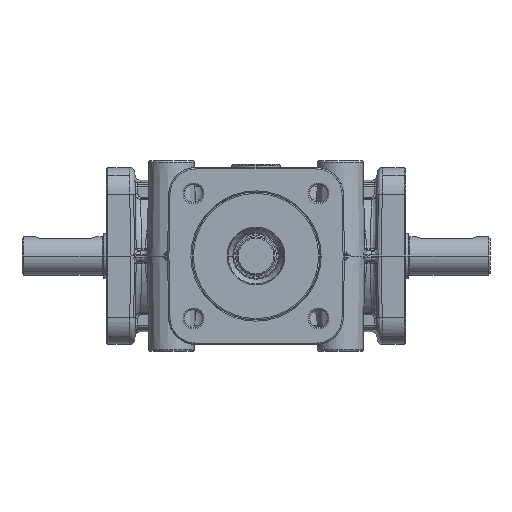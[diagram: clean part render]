
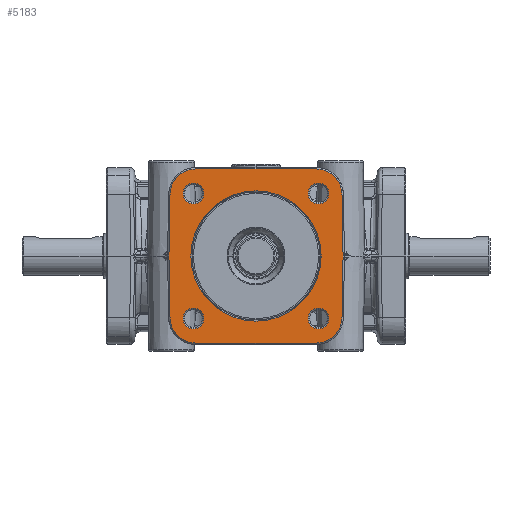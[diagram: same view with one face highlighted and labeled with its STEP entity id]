
A CAD part, front view. The second image highlights one B-rep face of the part: STEP entity #5183.
In plain terms, the highlighted planar face has unit normal (0, -1, 0).
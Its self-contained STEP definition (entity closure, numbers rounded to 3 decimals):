
#5183=ADVANCED_FACE('',(#13166,#13167,#13168,#13169,#13170,#13171),#13172,.T.);
#13166=FACE_OUTER_BOUND('',#25152,.T.);
#13167=FACE_BOUND('',#25153,.T.);
#13168=FACE_BOUND('',#25154,.T.);
#13169=FACE_BOUND('',#25155,.T.);
#13170=FACE_BOUND('',#25156,.T.);
#13171=FACE_BOUND('',#25157,.T.);
#13172=PLANE('',#25158);
#25152=EDGE_LOOP('',(#111066,#111067,#111068,#111069,#111070,#111071,#111072,#111073,#111074,#111075,#111076,#111077,#111078,#111079));
#25153=EDGE_LOOP('',(#111080,#111081));
#25154=EDGE_LOOP('',(#111082,#111083));
#25155=EDGE_LOOP('',(#111084,#111085));
#25156=EDGE_LOOP('',(#111086,#111087));
#25157=EDGE_LOOP('',(#111088,#111089));
#25158=AXIS2_PLACEMENT_3D('',#111090,#111091,#111092);
#111066=ORIENTED_EDGE('',*,*,#136547,.F.);
#111067=ORIENTED_EDGE('',*,*,#136548,.F.);
#111068=ORIENTED_EDGE('',*,*,#134528,.F.);
#111069=ORIENTED_EDGE('',*,*,#136549,.F.);
#111070=ORIENTED_EDGE('',*,*,#136550,.F.);
#111071=ORIENTED_EDGE('',*,*,#136551,.F.);
#111072=ORIENTED_EDGE('',*,*,#134520,.F.);
#111073=ORIENTED_EDGE('',*,*,#136552,.F.);
#111074=ORIENTED_EDGE('',*,*,#136553,.F.);
#111075=ORIENTED_EDGE('',*,*,#134524,.F.);
#111076=ORIENTED_EDGE('',*,*,#136554,.F.);
#111077=ORIENTED_EDGE('',*,*,#136555,.F.);
#111078=ORIENTED_EDGE('',*,*,#136556,.F.);
#111079=ORIENTED_EDGE('',*,*,#134532,.F.);
#111080=ORIENTED_EDGE('',*,*,#136557,.F.);
#111081=ORIENTED_EDGE('',*,*,#134561,.F.);
#111082=ORIENTED_EDGE('',*,*,#136558,.F.);
#111083=ORIENTED_EDGE('',*,*,#134541,.F.);
#111084=ORIENTED_EDGE('',*,*,#136559,.F.);
#111085=ORIENTED_EDGE('',*,*,#134506,.F.);
#111086=ORIENTED_EDGE('',*,*,#136560,.F.);
#111087=ORIENTED_EDGE('',*,*,#134552,.F.);
#111088=ORIENTED_EDGE('',*,*,#136543,.F.);
#111089=ORIENTED_EDGE('',*,*,#136487,.F.);
#111090=CARTESIAN_POINT('',(-13.925,-90.0,0.0));
#111091=DIRECTION('',(0.0,-1.0,0.0));
#111092=DIRECTION('',(0.0,0.0,-1.0));
#134506=EDGE_CURVE('',#148567,#148569,#148570,.T.);
#134520=EDGE_CURVE('',#148591,#148593,#148594,.T.);
#134524=EDGE_CURVE('',#148597,#148599,#148600,.T.);
#134528=EDGE_CURVE('',#148603,#148605,#148606,.T.);
#134532=EDGE_CURVE('',#148609,#148611,#148612,.T.);
#134541=EDGE_CURVE('',#148624,#148626,#148627,.T.);
#134552=EDGE_CURVE('',#148643,#148645,#148646,.T.);
#134561=EDGE_CURVE('',#148658,#148660,#148661,.T.);
#136487=EDGE_CURVE('',#152007,#152009,#152010,.T.);
#136543=EDGE_CURVE('',#152009,#152007,#152082,.T.);
#136547=EDGE_CURVE('',#152086,#148609,#152087,.T.);
#136548=EDGE_CURVE('',#148605,#152086,#152088,.T.);
#136549=EDGE_CURVE('',#152089,#148603,#152090,.T.);
#136550=EDGE_CURVE('',#152091,#152089,#152092,.T.);
#136551=EDGE_CURVE('',#148593,#152091,#152093,.T.);
#136552=EDGE_CURVE('',#152094,#148591,#152095,.T.);
#136553=EDGE_CURVE('',#148599,#152094,#152096,.T.);
#136554=EDGE_CURVE('',#152097,#148597,#152098,.T.);
#136555=EDGE_CURVE('',#152099,#152097,#152100,.T.);
#136556=EDGE_CURVE('',#148611,#152099,#152101,.T.);
#136557=EDGE_CURVE('',#148660,#148658,#152102,.T.);
#136558=EDGE_CURVE('',#148626,#148624,#152103,.T.);
#136559=EDGE_CURVE('',#148569,#148567,#152104,.T.);
#136560=EDGE_CURVE('',#148645,#148643,#152105,.T.);
#148567=VERTEX_POINT('',#169411);
#148569=VERTEX_POINT('',#169414);
#148570=CIRCLE('',#169415,3.824);
#148591=VERTEX_POINT('',#169441);
#148593=VERTEX_POINT('',#169444);
#148594=CIRCLE('',#169445,9.5);
#148597=VERTEX_POINT('',#169449);
#148599=VERTEX_POINT('',#169452);
#148600=CIRCLE('',#169453,9.5);
#148603=VERTEX_POINT('',#169457);
#148605=VERTEX_POINT('',#169460);
#148606=CIRCLE('',#169461,9.5);
#148609=VERTEX_POINT('',#169465);
#148611=VERTEX_POINT('',#169468);
#148612=CIRCLE('',#169469,9.5);
#148624=VERTEX_POINT('',#169484);
#148626=VERTEX_POINT('',#169487);
#148627=CIRCLE('',#169488,3.824);
#148643=VERTEX_POINT('',#169532);
#148645=VERTEX_POINT('',#169535);
#148646=CIRCLE('',#169536,3.824);
#148658=VERTEX_POINT('',#169551);
#148660=VERTEX_POINT('',#169554);
#148661=CIRCLE('',#169555,3.824);
#152007=VERTEX_POINT('',#177391);
#152009=VERTEX_POINT('',#177394);
#152010=CIRCLE('',#177395,23.937);
#152082=CIRCLE('',#177492,23.937);
#152086=VERTEX_POINT('',#177496);
#152087=CIRCLE('',#177497,9.5);
#152088=LINE('',#177498,#177499);
#152089=VERTEX_POINT('',#177500);
#152090=CIRCLE('',#177501,9.5);
#152091=VERTEX_POINT('',#177502);
#152092=LINE('',#177503,#177504);
#152093=LINE('',#177505,#177506);
#152094=VERTEX_POINT('',#177507);
#152095=CIRCLE('',#177508,9.5);
#152096=LINE('',#177509,#177510);
#152097=VERTEX_POINT('',#177511);
#152098=CIRCLE('',#177512,9.5);
#152099=VERTEX_POINT('',#177513);
#152100=LINE('',#177514,#177515);
#152101=LINE('',#177516,#177517);
#152102=CIRCLE('',#177518,3.824);
#152103=CIRCLE('',#177519,3.824);
#152104=CIRCLE('',#177520,3.824);
#152105=CIRCLE('',#177521,3.824);
#169411=CARTESIAN_POINT('',(26.804,-90.0,-22.981));
#169414=CARTESIAN_POINT('',(19.157,-90.0,-22.981));
#169415=AXIS2_PLACEMENT_3D('',#216259,#216260,#216261);
#169441=CARTESIAN_POINT('',(28.764,-90.0,29.276));
#169444=CARTESIAN_POINT('',(31.604,-90.0,22.666));
#169445=AXIS2_PLACEMENT_3D('',#216280,#216281,#216282);
#169449=CARTESIAN_POINT('',(-28.764,-90.0,29.276));
#169452=CARTESIAN_POINT('',(-22.106,-90.0,32.0));
#169453=AXIS2_PLACEMENT_3D('',#216285,#216286,#216287);
#169457=CARTESIAN_POINT('',(28.764,-90.0,-29.276));
#169460=CARTESIAN_POINT('',(22.106,-90.0,-32.0));
#169461=AXIS2_PLACEMENT_3D('',#216290,#216291,#216292);
#169465=CARTESIAN_POINT('',(-28.764,-90.0,-29.276));
#169468=CARTESIAN_POINT('',(-31.604,-90.0,-22.666));
#169469=AXIS2_PLACEMENT_3D('',#216295,#216296,#216297);
#169484=CARTESIAN_POINT('',(-19.157,-90.0,22.981));
#169487=CARTESIAN_POINT('',(-26.804,-90.0,22.981));
#169488=AXIS2_PLACEMENT_3D('',#216308,#216309,#216310);
#169532=CARTESIAN_POINT('',(-19.157,-90.0,-22.981));
#169535=CARTESIAN_POINT('',(-26.804,-90.0,-22.981));
#169536=AXIS2_PLACEMENT_3D('',#216324,#216325,#216326);
#169551=CARTESIAN_POINT('',(26.804,-90.0,22.981));
#169554=CARTESIAN_POINT('',(19.157,-90.0,22.981));
#169555=AXIS2_PLACEMENT_3D('',#216337,#216338,#216339);
#177391=CARTESIAN_POINT('',(23.937,-90.0,0.));
#177394=CARTESIAN_POINT('',(-23.937,-90.0,0.));
#177395=AXIS2_PLACEMENT_3D('',#218610,#218611,#218612);
#177492=AXIS2_PLACEMENT_3D('',#218665,#218666,#218667);
#177496=CARTESIAN_POINT('',(-22.106,-90.0,-32.0));
#177497=AXIS2_PLACEMENT_3D('',#218671,#218672,#218673);
#177498=CARTESIAN_POINT('',(22.106,-90.0,-32.0));
#177499=VECTOR('',#218674,44.211);
#177500=CARTESIAN_POINT('',(31.604,-90.0,-22.666));
#177501=AXIS2_PLACEMENT_3D('',#218675,#218676,#218677);
#177502=CARTESIAN_POINT('',(32.,-90.0,0.));
#177503=CARTESIAN_POINT('',(32.,-90.0,0.));
#177504=VECTOR('',#218678,22.669);
#177505=CARTESIAN_POINT('',(31.604,-90.0,22.666));
#177506=VECTOR('',#218679,22.669);
#177507=CARTESIAN_POINT('',(22.106,-90.0,32.0));
#177508=AXIS2_PLACEMENT_3D('',#218680,#218681,#218682);
#177509=CARTESIAN_POINT('',(-22.106,-90.0,32.0));
#177510=VECTOR('',#218683,44.211);
#177511=CARTESIAN_POINT('',(-31.604,-90.0,22.666));
#177512=AXIS2_PLACEMENT_3D('',#218684,#218685,#218686);
#177513=CARTESIAN_POINT('',(-32.,-90.0,0.));
#177514=CARTESIAN_POINT('',(-32.,-90.0,0.));
#177515=VECTOR('',#218687,22.669);
#177516=CARTESIAN_POINT('',(-31.604,-90.0,-22.666));
#177517=VECTOR('',#218688,22.669);
#177518=AXIS2_PLACEMENT_3D('',#218689,#218690,#218691);
#177519=AXIS2_PLACEMENT_3D('',#218692,#218693,#218694);
#177520=AXIS2_PLACEMENT_3D('',#218695,#218696,#218697);
#177521=AXIS2_PLACEMENT_3D('',#218698,#218699,#218700);
#216259=CARTESIAN_POINT('',(22.981,-90.0,-22.981));
#216260=DIRECTION('',(0.0,-1.0,0.0));
#216261=DIRECTION('',(1.0,0.0,0.0));
#216280=CARTESIAN_POINT('',(22.106,-90.0,22.5));
#216281=DIRECTION('',(-0.0,1.0,0.0));
#216282=DIRECTION('',(0.701,0.0,0.713));
#216285=CARTESIAN_POINT('',(-22.106,-90.0,22.5));
#216286=DIRECTION('',(0.0,1.0,0.0));
#216287=DIRECTION('',(-0.701,0.0,0.713));
#216290=CARTESIAN_POINT('',(22.106,-90.0,-22.5));
#216291=DIRECTION('',(0.0,1.0,0.0));
#216292=DIRECTION('',(0.701,0.0,-0.713));
#216295=CARTESIAN_POINT('',(-22.106,-90.0,-22.5));
#216296=DIRECTION('',(0.0,1.0,0.0));
#216297=DIRECTION('',(-0.701,0.0,-0.713));
#216308=CARTESIAN_POINT('',(-22.981,-90.0,22.981));
#216309=DIRECTION('',(0.0,-1.0,0.0));
#216310=DIRECTION('',(1.0,0.0,0.0));
#216324=CARTESIAN_POINT('',(-22.981,-90.0,-22.981));
#216325=DIRECTION('',(0.0,-1.0,0.0));
#216326=DIRECTION('',(1.0,0.0,0.0));
#216337=CARTESIAN_POINT('',(22.981,-90.0,22.981));
#216338=DIRECTION('',(0.0,-1.0,0.0));
#216339=DIRECTION('',(1.0,0.0,0.0));
#218610=CARTESIAN_POINT('',(0.0,-90.0,0.0));
#218611=DIRECTION('',(0.0,-1.0,0.0));
#218612=DIRECTION('',(1.0,0.0,0.0));
#218665=CARTESIAN_POINT('',(0.0,-90.0,0.0));
#218666=DIRECTION('',(0.0,-1.0,0.0));
#218667=DIRECTION('',(1.0,0.0,0.0));
#218671=CARTESIAN_POINT('',(-22.106,-90.0,-22.5));
#218672=DIRECTION('',(0.0,1.0,0.0));
#218673=DIRECTION('',(-0.701,0.0,-0.713));
#218674=DIRECTION('',(-1.0,0.0,0.0));
#218675=CARTESIAN_POINT('',(22.106,-90.0,-22.5));
#218676=DIRECTION('',(0.0,1.0,0.0));
#218677=DIRECTION('',(0.701,0.0,-0.713));
#218678=DIRECTION('',(-0.017,0.0,-1.));
#218679=DIRECTION('',(0.017,0.0,-1.));
#218680=CARTESIAN_POINT('',(22.106,-90.0,22.5));
#218681=DIRECTION('',(-0.0,1.0,0.0));
#218682=DIRECTION('',(0.701,0.0,0.713));
#218683=DIRECTION('',(1.0,0.0,0.0));
#218684=CARTESIAN_POINT('',(-22.106,-90.0,22.5));
#218685=DIRECTION('',(0.0,1.0,0.0));
#218686=DIRECTION('',(-0.701,0.0,0.713));
#218687=DIRECTION('',(0.017,0.0,1.));
#218688=DIRECTION('',(-0.017,0.0,1.));
#218689=CARTESIAN_POINT('',(22.981,-90.0,22.981));
#218690=DIRECTION('',(0.0,-1.0,0.0));
#218691=DIRECTION('',(1.0,0.0,0.0));
#218692=CARTESIAN_POINT('',(-22.981,-90.0,22.981));
#218693=DIRECTION('',(0.0,-1.0,0.0));
#218694=DIRECTION('',(1.0,0.0,0.0));
#218695=CARTESIAN_POINT('',(22.981,-90.0,-22.981));
#218696=DIRECTION('',(0.0,-1.0,0.0));
#218697=DIRECTION('',(1.0,0.0,0.0));
#218698=CARTESIAN_POINT('',(-22.981,-90.0,-22.981));
#218699=DIRECTION('',(0.0,-1.0,0.0));
#218700=DIRECTION('',(1.0,0.0,0.0));
